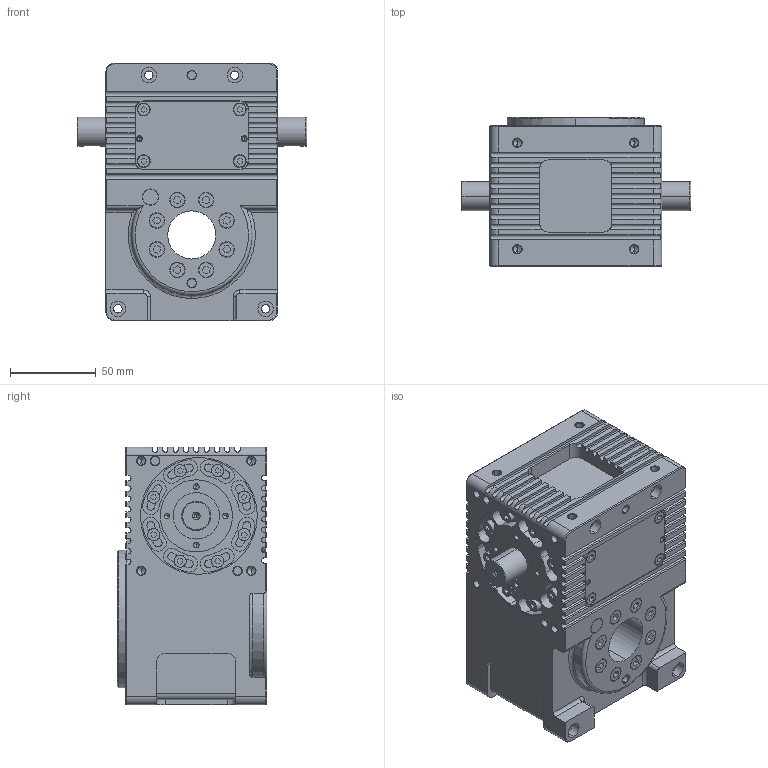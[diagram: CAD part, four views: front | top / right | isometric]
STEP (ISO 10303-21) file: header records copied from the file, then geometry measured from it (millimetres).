
FILE_DESCRIPTION (( 'STEP AP203' ), '1' );
FILE_NAME ('RT100-SSPM2-15360-R1¹ê¤ß¶b¥~«¬(20240222).stp', '2025-06-24T05:14:21', ( '' ), ( '' ), 'SwSTEP 2.0', 'SolidWorks 2018', '' );
FILE_SCHEMA (( 'CONFIG_CONTROL_DESIGN' ));
Length unit declared in the file: millimetre
Products named in the file (1): RT100-SSPM2-15360-R1實心軸外型(20240222)
Bounding box: 133.75 x 87 x 150 mm (x, y, z)
Volume: 1080613.5 mm3; surface area: 117853.6 mm2
Topology: 1 solids, 1 shells, 1262 faces, 3277 edges, 2073 vertices
Faces by surface type: plane 576, cylinder 488, cone 157, bspline 32, torus 9
Entity records: 41104 total; most frequent: CARTESIAN_POINT 9653, DIRECTION 6777, ORIENTED_EDGE 6410, EDGE_CURVE 3205, AXIS2_PLACEMENT_3D 2463, VERTEX_POINT 2073, LINE 1851, VECTOR 1851
